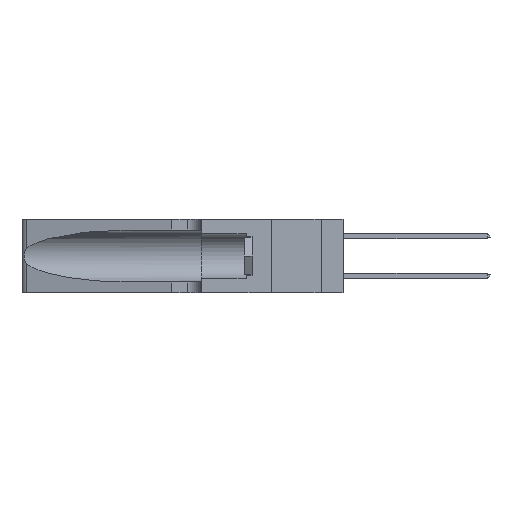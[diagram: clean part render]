
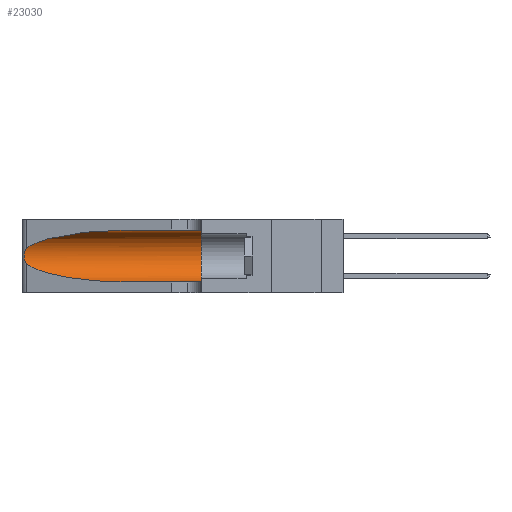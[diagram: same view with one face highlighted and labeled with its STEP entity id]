
A CAD part, left-side view. The second image highlights one B-rep face of the part: STEP entity #23030.
In plain terms, the highlighted cylindrical face has radius 3.308 mm (diameter 6.617 mm), a partial arc.
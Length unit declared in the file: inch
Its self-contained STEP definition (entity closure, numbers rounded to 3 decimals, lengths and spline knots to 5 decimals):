
#510 = CARTESIAN_POINT ( 'NONE',  ( 0.26017, 1.23833, 0.17102 ) ) ;
#568 = DIRECTION ( 'NONE',  ( 0., -1., 0. ) ) ;
#1756 = ORIENTED_EDGE ( 'NONE', *, *, #25522, .T. ) ;
#2201 = EDGE_CURVE ( 'NONE', #6707, #21458, #2258, .T. ) ;
#2258 = LINE ( 'NONE', #12478, #24285 ) ;
#2337 = CARTESIAN_POINT ( 'NONE',  ( 0.1305, 1.61858, 0.05475 ) ) ;
#2542 =( BOUNDED_CURVE ( )  B_SPLINE_CURVE ( 3, ( #3884, #21490, #12774, #27980 ),
 .UNSPECIFIED., .F., .T. ) 
 B_SPLINE_CURVE_WITH_KNOTS ( ( 4, 4 ),
 ( 3.44316, 4.71239 ),
 .UNSPECIFIED. ) 
 CURVE ( )  GEOMETRIC_REPRESENTATION_ITEM ( )  RATIONAL_B_SPLINE_CURVE ( ( 1., 0.87, 0.87, 1. ) ) 
 REPRESENTATION_ITEM ( '' )  );
#2568 = EDGE_CURVE ( 'NONE', #12285, #3414, #16785, .T. ) ;
#2776 = CARTESIAN_POINT ( 'NONE',  ( 0.25487, 1.22718, 0.22369 ) ) ;
#2876 = CARTESIAN_POINT ( 'NONE',  ( 0.25789, 1.23486, 0.15765 ) ) ;
#3414 = VERTEX_POINT ( 'NONE', #10030 ) ;
#3884 = CARTESIAN_POINT ( 'NONE',  ( 0.25487, 1.22718, 0.14631 ) ) ;
#4404 = EDGE_CURVE ( 'NONE', #21458, #3414, #4986, .T. ) ;
#4551 = ORIENTED_EDGE ( 'NONE', *, *, #4404, .F. ) ;
#4986 = CIRCLE ( 'NONE', #7421, 0.13025 ) ;
#5168 = CARTESIAN_POINT ( 'NONE',  ( 0.25555, 1.22993, 0.14849 ) ) ;
#5253 = VERTEX_POINT ( 'NONE', #10962 ) ;
#6707 = VERTEX_POINT ( 'NONE', #16043 ) ;
#6952 = CYLINDRICAL_SURFACE ( 'NONE', #19710, 0.13025 ) ;
#6994 = EDGE_CURVE ( 'NONE', #6707, #5253, #9893, .T. ) ;
#7421 = AXIS2_PLACEMENT_3D ( 'NONE', #8311, #23598, #10527 ) ;
#7542 = ORIENTED_EDGE ( 'NONE', *, *, #2201, .F. ) ;
#7755 = CARTESIAN_POINT ( 'NONE',  ( 0.1305, 0.72297, 0.05475 ) ) ;
#8311 = CARTESIAN_POINT ( 'NONE',  ( 0.1305, 0.35, 0.185 ) ) ;
#9498 = CARTESIAN_POINT ( 'NONE',  ( 0.25787, 1.23484, 0.2124 ) ) ;
#9893 =( BOUNDED_CURVE ( )  B_SPLINE_CURVE ( 3, ( #23574, #10495, #25731, #12696 ),
 .UNSPECIFIED., .F., .T. ) 
 B_SPLINE_CURVE_WITH_KNOTS ( ( 4, 4 ),
 ( 1.5708, 2.84003 ),
 .UNSPECIFIED. ) 
 CURVE ( )  GEOMETRIC_REPRESENTATION_ITEM ( )  RATIONAL_B_SPLINE_CURVE ( ( 1., 0.87, 0.87, 1. ) ) 
 REPRESENTATION_ITEM ( '' )  );
#10030 = CARTESIAN_POINT ( 'NONE',  ( 0.1305, 0.35, 0.05475 ) ) ;
#10495 = CARTESIAN_POINT ( 'NONE',  ( 0.18966, 0.96281, 0.31525 ) ) ;
#10527 = DIRECTION ( 'NONE',  ( 0., 0., 1. ) ) ;
#10767 = B_SPLINE_CURVE_WITH_KNOTS ( 'NONE', 3,
 ( #2776, #22526, #22626, #9498, #24751, #11734, #26921, #13926, #510, #16105, #2876, #18316, #5168, #20530 ),
 .UNSPECIFIED., .F., .F.,
 ( 4, 2, 2, 2, 2, 2, 4 ),
 ( 0., 0.00027, 0.00053, 0.00107, 0.0016, 0.00187, 0.00214 ),
 .UNSPECIFIED. ) ;
#10962 = CARTESIAN_POINT ( 'NONE',  ( 0.25487, 1.22718, 0.22369 ) ) ;
#11516 = CARTESIAN_POINT ( 'NONE',  ( 0.1305, 0.35, 0.31525 ) ) ;
#11734 = CARTESIAN_POINT ( 'NONE',  ( 0.26018, 1.23835, 0.19895 ) ) ;
#12285 = VERTEX_POINT ( 'NONE', #7755 ) ;
#12478 = CARTESIAN_POINT ( 'NONE',  ( 0.1305, 1.61858, 0.31525 ) ) ;
#12696 = CARTESIAN_POINT ( 'NONE',  ( 0.25487, 1.22718, 0.22369 ) ) ;
#12774 = CARTESIAN_POINT ( 'NONE',  ( 0.18966, 0.96281, 0.05475 ) ) ;
#13926 = CARTESIAN_POINT ( 'NONE',  ( 0.26075, 1.23896, 0.178 ) ) ;
#13984 = DIRECTION ( 'NONE',  ( 0., 0., -1. ) ) ;
#14287 = ORIENTED_EDGE ( 'NONE', *, *, #2568, .T. ) ;
#15646 = ORIENTED_EDGE ( 'NONE', *, *, #6994, .T. ) ;
#15698 = DIRECTION ( 'NONE',  ( 0., -1., 0. ) ) ;
#16043 = CARTESIAN_POINT ( 'NONE',  ( 0.1305, 0.72297, 0.31525 ) ) ;
#16105 = CARTESIAN_POINT ( 'NONE',  ( 0.25856, 1.23593, 0.16098 ) ) ;
#16785 = LINE ( 'NONE', #2337, #21939 ) ;
#18248 = EDGE_CURVE ( 'NONE', #23531, #12285, #2542, .T. ) ;
#18316 = CARTESIAN_POINT ( 'NONE',  ( 0.25639, 1.23186, 0.15144 ) ) ;
#19061 = DIRECTION ( 'NONE',  ( 0., -1., 0. ) ) ;
#19307 = FACE_OUTER_BOUND ( 'NONE', #22327, .T. ) ;
#19710 = AXIS2_PLACEMENT_3D ( 'NONE', #24806, #568, #13984 ) ;
#20530 = CARTESIAN_POINT ( 'NONE',  ( 0.25487, 1.22718, 0.14631 ) ) ;
#21458 = VERTEX_POINT ( 'NONE', #11516 ) ;
#21490 = CARTESIAN_POINT ( 'NONE',  ( 0.2373, 1.15595, 0.08982 ) ) ;
#21939 = VECTOR ( 'NONE', #15698, 39.37008 ) ;
#22274 = CARTESIAN_POINT ( 'NONE',  ( 0.25487, 1.22718, 0.14631 ) ) ;
#22327 = EDGE_LOOP ( 'NONE', ( #15646, #1756, #22790, #14287, #4551, #7542 ) ) ;
#22526 = CARTESIAN_POINT ( 'NONE',  ( 0.25555, 1.22994, 0.2215 ) ) ;
#22626 = CARTESIAN_POINT ( 'NONE',  ( 0.25639, 1.23184, 0.21858 ) ) ;
#22790 = ORIENTED_EDGE ( 'NONE', *, *, #18248, .T. ) ;
#23030 = ADVANCED_FACE ( 'NONE', ( #19307 ), #6952, .F. ) ;
#23531 = VERTEX_POINT ( 'NONE', #22274 ) ;
#23574 = CARTESIAN_POINT ( 'NONE',  ( 0.1305, 0.72297, 0.31525 ) ) ;
#23598 = DIRECTION ( 'NONE',  ( 0., 1., 0. ) ) ;
#24285 = VECTOR ( 'NONE', #19061, 39.37008 ) ;
#24751 = CARTESIAN_POINT ( 'NONE',  ( 0.25854, 1.2359, 0.20912 ) ) ;
#24806 = CARTESIAN_POINT ( 'NONE',  ( 0.1305, 1.61858, 0.185 ) ) ;
#25522 = EDGE_CURVE ( 'NONE', #5253, #23531, #10767, .T. ) ;
#25731 = CARTESIAN_POINT ( 'NONE',  ( 0.2373, 1.15595, 0.28018 ) ) ;
#26921 = CARTESIAN_POINT ( 'NONE',  ( 0.26075, 1.23896, 0.19203 ) ) ;
#27980 = CARTESIAN_POINT ( 'NONE',  ( 0.1305, 0.72297, 0.05475 ) ) ;
